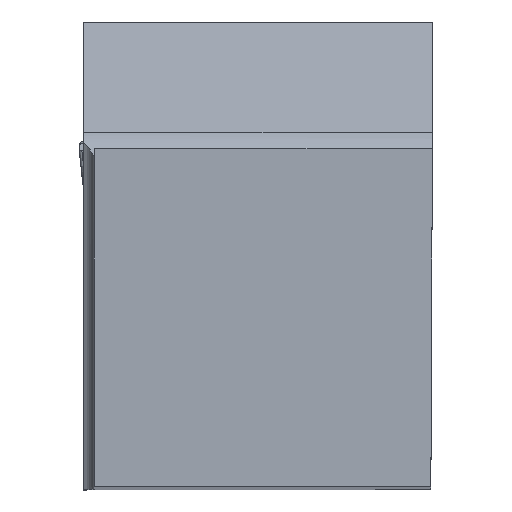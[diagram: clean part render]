
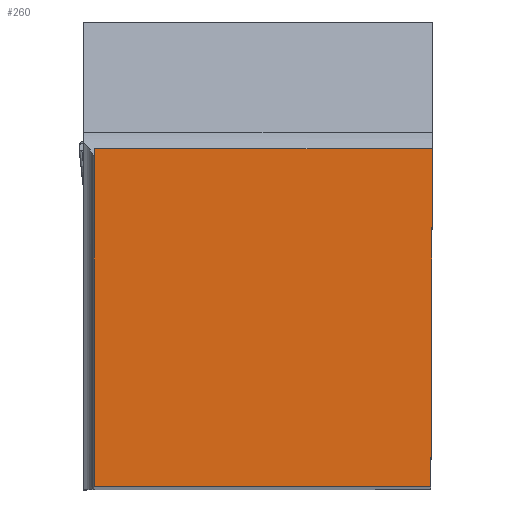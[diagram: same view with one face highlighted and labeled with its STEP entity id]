
A CAD part, top view. The second image highlights one B-rep face of the part: STEP entity #260.
In plain terms, the highlighted planar face has unit normal (0, 0, 1).
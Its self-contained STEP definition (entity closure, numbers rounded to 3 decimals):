
#260=ADVANCED_FACE('CU_BACK_SU1',(#411),#357,.F.);
#357=PLANE('',#1969);
#411=FACE_OUTER_BOUND('',#513,.T.);
#513=EDGE_LOOP('',(#760,#761,#762,#763));
#760=ORIENTED_EDGE('',*,*,#1413,.T.);
#761=ORIENTED_EDGE('',*,*,#1384,.T.);
#762=ORIENTED_EDGE('',*,*,#1387,.T.);
#763=ORIENTED_EDGE('',*,*,#1416,.F.);
#1202=VERTEX_POINT('',#2560);
#1209=VERTEX_POINT('',#2575);
#1211=VERTEX_POINT('',#2581);
#1224=VERTEX_POINT('',#2655);
#1384=EDGE_CURVE('',#1202,#1209,#1642,.T.);
#1387=EDGE_CURVE('',#1209,#1211,#1645,.T.);
#1413=EDGE_CURVE('',#1224,#1202,#1663,.T.);
#1416=EDGE_CURVE('',#1224,#1211,#1666,.T.);
#1642=LINE('',#2576,#1785);
#1645=LINE('',#2582,#1788);
#1663=LINE('',#2654,#1806);
#1666=LINE('',#2659,#1809);
#1785=VECTOR('',#2143,1.);
#1788=VECTOR('',#2148,1.);
#1806=VECTOR('',#2202,1.);
#1809=VECTOR('',#2207,1.);
#1969=AXIS2_PLACEMENT_3D('',#2660,#2208,#2209);
#2143=DIRECTION('',(0.004,1.,0.));
#2148=DIRECTION('',(-1.,0.,0.));
#2202=DIRECTION('',(1.,0.,0.));
#2207=DIRECTION('',(0.,1.,0.));
#2208=DIRECTION('',(0.,0.,-1.));
#2209=DIRECTION('',(0.,-1.,0.));
#2560=CARTESIAN_POINT('',(-0.109,0.,0.));
#2575=CARTESIAN_POINT('',(0.,24.875,0.));
#2576=CARTESIAN_POINT('',(0.088,44.976,0.));
#2581=CARTESIAN_POINT('',(-24.875,24.875,0.));
#2582=CARTESIAN_POINT('',(23.244,24.875,0.));
#2654=CARTESIAN_POINT('',(23.244,0.,0.));
#2655=CARTESIAN_POINT('',(-24.875,0.,0.));
#2659=CARTESIAN_POINT('',(-24.875,44.875,0.));
#2660=CARTESIAN_POINT('',(23.244,44.875,0.));
